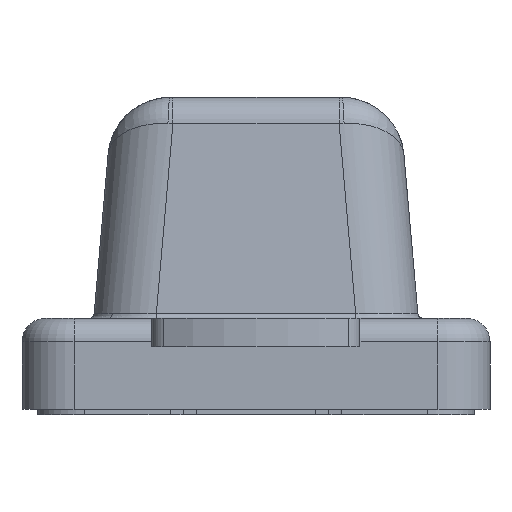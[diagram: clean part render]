
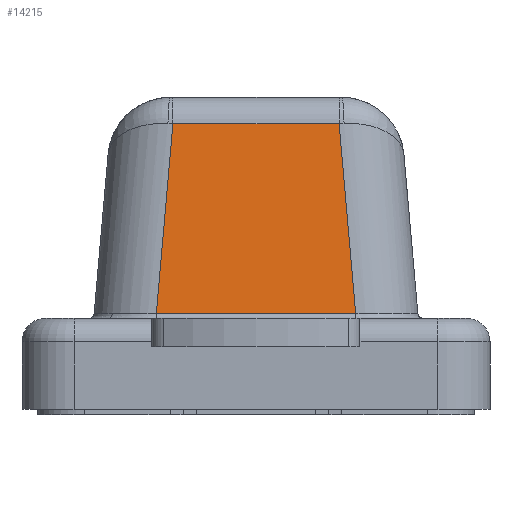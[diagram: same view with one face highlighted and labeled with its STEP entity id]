
A CAD part, front view. The second image highlights one B-rep face of the part: STEP entity #14215.
In plain terms, the highlighted planar face has unit normal (0, -0.996, 0.087).
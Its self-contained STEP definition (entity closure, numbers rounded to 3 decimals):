
#11580 = CARTESIAN_POINT ( 'NONE',  ( 19.173, -129.346, 18.413 ) ) ;
#11581 = LINE ( 'NONE', #11634, #11633 ) ;
#11582 = DIRECTION ( 'NONE',  ( 1., 0., 0. ) ) ;
#11583 = VECTOR ( 'NONE', #11582, 1000. ) ;
#11584 = CARTESIAN_POINT ( 'NONE',  ( 19.253, -129.346, 18.413 ) ) ;
#11585 = LINE ( 'NONE', #11584, #11583 ) ;
#11586 = CARTESIAN_POINT ( 'NONE',  ( -19.173, -129.346, 18.413 ) ) ;
#11587 = CARTESIAN_POINT ( 'NONE',  ( -15.974, -126.146, 54.979 ) ) ;
#11588 = DIRECTION ( 'NONE',  ( -0.087, -0.087, -0.992 ) ) ;
#11589 = VECTOR ( 'NONE', #11588, 1000. ) ;
#11590 = CARTESIAN_POINT ( 'NONE',  ( -15.18, -125.353, 64.053 ) ) ;
#11591 = LINE ( 'NONE', #11590, #11589 ) ;
#11592 = DIRECTION ( 'NONE',  ( 0., 0.087, 0.996 ) ) ;
#11593 = DIRECTION ( 'NONE',  ( 0., 0.996, -0.087 ) ) ;
#11594 = CARTESIAN_POINT ( 'NONE',  ( 31.5, -125.707, 60. ) ) ;
#11595 = AXIS2_PLACEMENT_3D ( 'NONE', #11594, #11593, #11592 ) ;
#11601 = PLANE ( 'NONE',  #11595 ) ;
#11602 = FACE_OUTER_BOUND ( 'NONE', #14216, .T. ) ;
#11627 = DIRECTION ( 'NONE',  ( -1., 0., 0. ) ) ;
#11628 = VECTOR ( 'NONE', #11627, 1000. ) ;
#11629 = CARTESIAN_POINT ( 'NONE',  ( 31.5, -126.146, 54.979 ) ) ;
#11630 = LINE ( 'NONE', #11629, #11628 ) ;
#11631 = CARTESIAN_POINT ( 'NONE',  ( 15.974, -126.146, 54.979 ) ) ;
#11632 = DIRECTION ( 'NONE',  ( -0.087, 0.087, 0.992 ) ) ;
#11633 = VECTOR ( 'NONE', #11632, 1000. ) ;
#11634 = CARTESIAN_POINT ( 'NONE',  ( 15.655, -125.828, 58.624 ) ) ;
#14215 = ADVANCED_FACE ( 'NONE', ( #11602 ), #11601, .F. ) ;
#14216 = EDGE_LOOP ( 'NONE', ( #14217, #14221, #14224, #14227 ) ) ;
#14217 = ORIENTED_EDGE ( 'NONE', *, *, #14218, .T. ) ;
#14218 = EDGE_CURVE ( 'NONE', #14219, #14220, #11591, .T. ) ;
#14219 = VERTEX_POINT ( 'NONE', #11587 ) ;
#14220 = VERTEX_POINT ( 'NONE', #11586 ) ;
#14221 = ORIENTED_EDGE ( 'NONE', *, *, #14222, .T. ) ;
#14222 = EDGE_CURVE ( 'NONE', #14220, #14223, #11585, .T. ) ;
#14223 = VERTEX_POINT ( 'NONE', #11580 ) ;
#14224 = ORIENTED_EDGE ( 'NONE', *, *, #14225, .T. ) ;
#14225 = EDGE_CURVE ( 'NONE', #14223, #14226, #11581, .T. ) ;
#14226 = VERTEX_POINT ( 'NONE', #11631 ) ;
#14227 = ORIENTED_EDGE ( 'NONE', *, *, #14228, .T. ) ;
#14228 = EDGE_CURVE ( 'NONE', #14226, #14219, #11630, .T. ) ;
